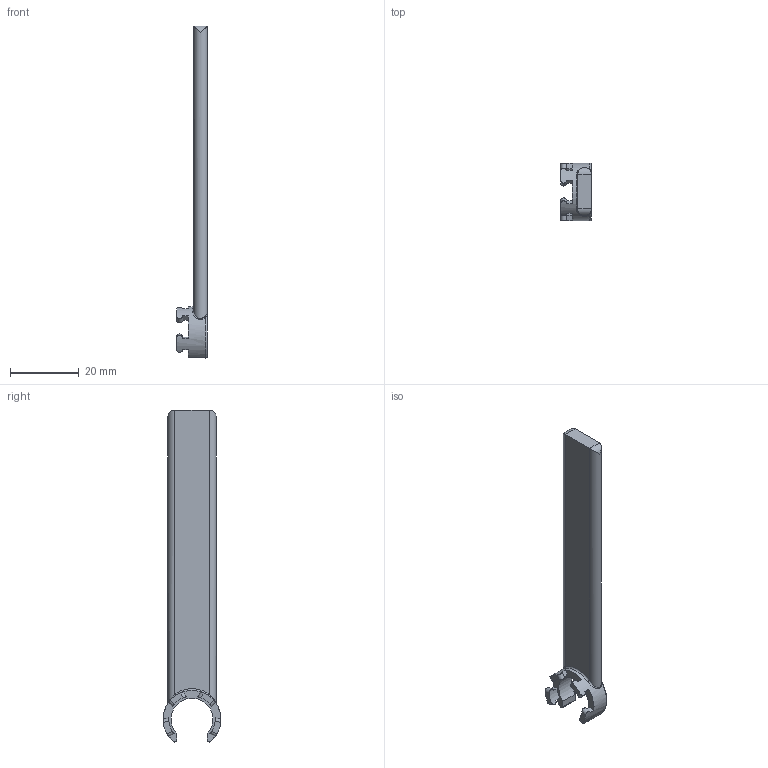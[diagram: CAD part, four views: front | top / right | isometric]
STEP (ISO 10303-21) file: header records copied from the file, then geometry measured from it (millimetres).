
FILE_DESCRIPTION( ( 'Unknown' ), '1' );
FILE_NAME( '711811000-E.stp', 'Unknown', ( 'Unknown' ), ( 'Unknown' ), 'PSStep 15.0.49', 'Unknown', ' ' );
FILE_SCHEMA( ( 'AUTOMOTIVE_DESIGN { 1 0 10303 214 1 1 1 1 }' ) );
Length unit declared in the file: millimetre
Products named in the file (1): 1
Bounding box: 9 x 16.8 x 96.62 mm (x, y, z)
Volume: 4885.4 mm3; surface area: 3432.9 mm2
Topology: 1 solids, 1 shells, 50 faces, 134 edges, 82 vertices
Faces by surface type: cylinder 22, plane 18, bspline 4, torus 4, sphere 2
Entity records: 3313 total; most frequent: CARTESIAN_POINT 1718, ORIENTED_EDGE 256, DIRECTION 238, EDGE_CURVE 128, AXIS2_PLACEMENT_3D 89, VERTEX_POINT 80, LINE 60, VECTOR 60
